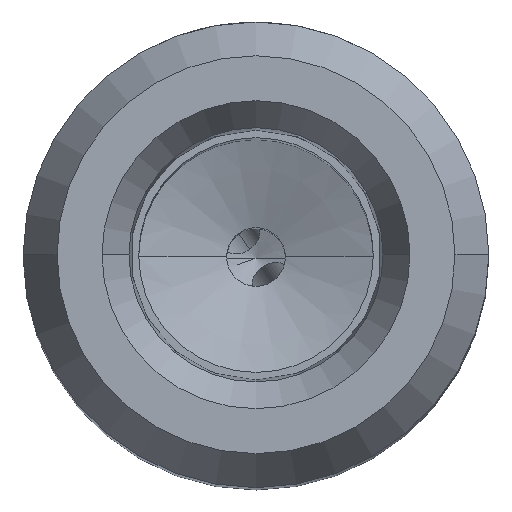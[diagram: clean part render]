
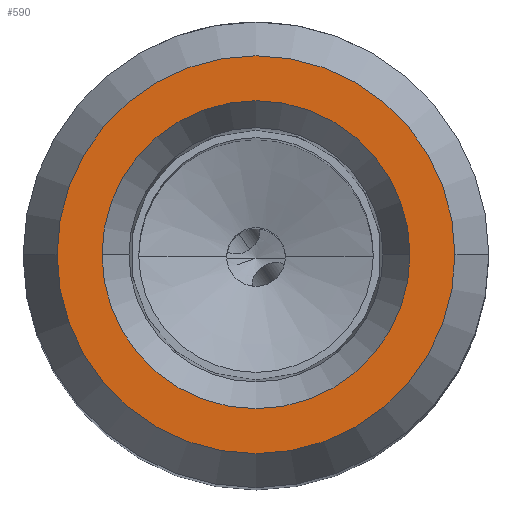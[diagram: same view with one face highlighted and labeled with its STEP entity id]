
A CAD part, top view. The second image highlights one B-rep face of the part: STEP entity #590.
In plain terms, the highlighted planar face has unit normal (0, 0, 1).
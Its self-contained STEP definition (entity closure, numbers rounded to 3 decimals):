
#112=PLANE('',#4079);
#151=FACE_BOUND('',#1056,.T.);
#152=FACE_BOUND('',#1057,.T.);
#590=ADVANCED_FACE('',(#151,#152),#112,.T.);
#1056=EDGE_LOOP('',(#1551,#1552));
#1057=EDGE_LOOP('',(#1553,#1554));
#1261=CIRCLE('',#4073,5.25);
#1262=CIRCLE('',#4075,5.25);
#1263=CIRCLE('',#4077,6.783);
#1264=CIRCLE('',#4078,6.783);
#1551=ORIENTED_EDGE('',*,*,#3131,.T.);
#1552=ORIENTED_EDGE('',*,*,#3132,.T.);
#1553=ORIENTED_EDGE('',*,*,#3133,.T.);
#1554=ORIENTED_EDGE('',*,*,#3134,.T.);
#2676=VERTEX_POINT('',#6272);
#2677=VERTEX_POINT('',#6274);
#2678=VERTEX_POINT('',#6280);
#2679=VERTEX_POINT('',#6281);
#3131=EDGE_CURVE('',#2676,#2677,#1261,.T.);
#3132=EDGE_CURVE('',#2677,#2676,#1262,.T.);
#3133=EDGE_CURVE('',#2678,#2679,#1263,.T.);
#3134=EDGE_CURVE('',#2679,#2678,#1264,.T.);
#4073=AXIS2_PLACEMENT_3D('',#6275,#4510,#4511);
#4075=AXIS2_PLACEMENT_3D('',#6277,#4514,#4515);
#4077=AXIS2_PLACEMENT_3D('',#6279,#4518,#4519);
#4078=AXIS2_PLACEMENT_3D('',#6282,#4520,#4521);
#4079=AXIS2_PLACEMENT_3D('',#6283,#4522,#4523);
#4510=DIRECTION('',(0.,0.,-1.));
#4511=DIRECTION('',(-1.,0.,0.));
#4514=DIRECTION('',(0.,0.,-1.));
#4515=DIRECTION('',(1.,0.,0.));
#4518=DIRECTION('',(0.,0.,1.));
#4519=DIRECTION('',(-1.,0.,0.));
#4520=DIRECTION('',(0.,0.,1.));
#4521=DIRECTION('',(1.,0.,0.));
#4522=DIRECTION('',(0.,0.,1.));
#4523=DIRECTION('',(-1.,0.,0.));
#6272=CARTESIAN_POINT('',(-5.25,0.,24.5));
#6274=CARTESIAN_POINT('',(5.25,0.,24.5));
#6275=CARTESIAN_POINT('',(0.,0.,24.5));
#6277=CARTESIAN_POINT('',(0.,0.,24.5));
#6279=CARTESIAN_POINT('',(0.,0.,24.5));
#6280=CARTESIAN_POINT('',(-6.783,0.,24.5));
#6281=CARTESIAN_POINT('',(6.783,0.,24.5));
#6282=CARTESIAN_POINT('',(0.,0.,24.5));
#6283=CARTESIAN_POINT('',(0.,0.,24.5));
